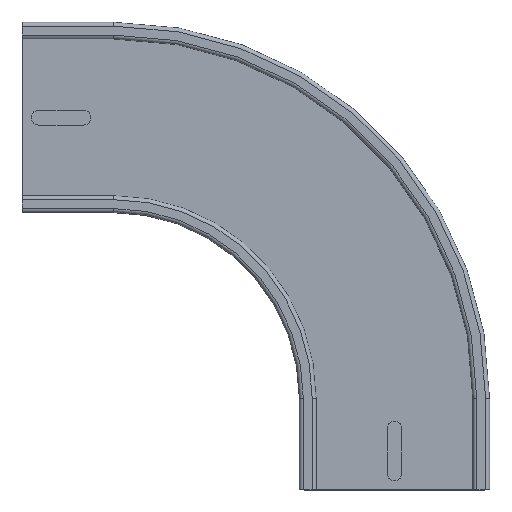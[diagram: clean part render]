
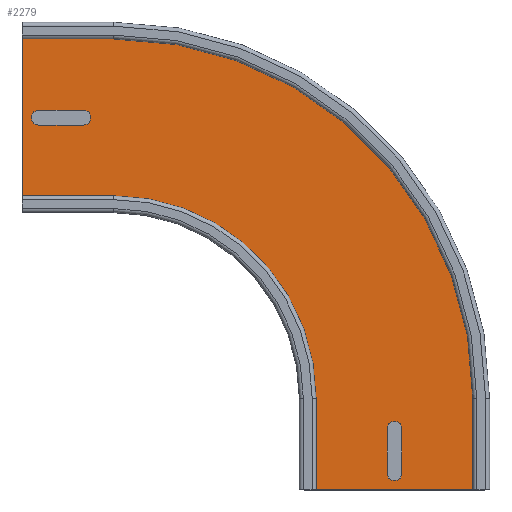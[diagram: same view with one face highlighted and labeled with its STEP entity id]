
A CAD part, top view. The second image highlights one B-rep face of the part: STEP entity #2279.
In plain terms, the highlighted planar face has unit normal (0, 0, 1).
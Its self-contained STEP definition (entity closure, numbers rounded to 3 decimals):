
#231=FACE_OUTER_BOUND('',#365,.T.);
#365=EDGE_LOOP('',(#1999,#2000,#2001,#2002,#2003,#2004,#2005,#2006));
#535=CIRCLE('',#2591,199.8);
#536=CIRCLE('',#2592,102.6);
#703=LINE('',#4013,#883);
#713=LINE('',#4048,#893);
#714=LINE('',#4054,#894);
#715=LINE('',#4056,#895);
#716=LINE('',#4059,#896);
#717=LINE('',#4060,#897);
#883=VECTOR('',#3290,1.);
#893=VECTOR('',#3322,1.);
#894=VECTOR('',#3329,1.);
#895=VECTOR('',#3330,1.);
#896=VECTOR('',#3333,1.);
#897=VECTOR('',#3334,1.);
#1107=VERTEX_POINT('',#4010);
#1108=VERTEX_POINT('',#4012);
#1121=VERTEX_POINT('',#4045);
#1122=VERTEX_POINT('',#4047);
#1123=VERTEX_POINT('',#4051);
#1124=VERTEX_POINT('',#4052);
#1125=VERTEX_POINT('',#4055);
#1126=VERTEX_POINT('',#4058);
#1430=EDGE_CURVE('',#1107,#1108,#703,.T.);
#1448=EDGE_CURVE('',#1121,#1122,#713,.T.);
#1450=EDGE_CURVE('',#1123,#1124,#535,.T.);
#1451=EDGE_CURVE('',#1123,#1108,#714,.T.);
#1452=EDGE_CURVE('',#1125,#1107,#715,.T.);
#1453=EDGE_CURVE('',#1125,#1122,#536,.T.);
#1454=EDGE_CURVE('',#1121,#1126,#716,.T.);
#1455=EDGE_CURVE('',#1126,#1124,#717,.T.);
#1999=ORIENTED_EDGE('',*,*,#1450,.F.);
#2000=ORIENTED_EDGE('',*,*,#1451,.T.);
#2001=ORIENTED_EDGE('',*,*,#1430,.F.);
#2002=ORIENTED_EDGE('',*,*,#1452,.F.);
#2003=ORIENTED_EDGE('',*,*,#1453,.T.);
#2004=ORIENTED_EDGE('',*,*,#1448,.F.);
#2005=ORIENTED_EDGE('',*,*,#1454,.T.);
#2006=ORIENTED_EDGE('',*,*,#1455,.T.);
#2157=PLANE('',#2590);
#2279=ADVANCED_FACE('',(#231),#2157,.T.);
#2590=AXIS2_PLACEMENT_3D('',#4050,#3325,#3326);
#2591=AXIS2_PLACEMENT_3D('',#4053,#3327,#3328);
#2592=AXIS2_PLACEMENT_3D('',#4057,#3331,#3332);
#3290=DIRECTION('',(0.,1.,0.));
#3322=DIRECTION('',(0.,1.,0.));
#3325=DIRECTION('center_axis',(0.,0.,
1.));
#3326=DIRECTION('ref_axis',(1.,0.,0.));
#3327=DIRECTION('center_axis',(0.,0.,-1.));
#3328=DIRECTION('ref_axis',(0.,1.,0.));
#3329=DIRECTION('',(-1.,0.,0.));
#3330=DIRECTION('',(-1.,0.,0.));
#3331=DIRECTION('center_axis',(0.,0.,-1.));
#3332=DIRECTION('ref_axis',(0.,1.,0.));
#3333=DIRECTION('',(1.,0.,0.));
#3334=DIRECTION('',(0.,1.,0.));
#4010=CARTESIAN_POINT('',(14.295,12.724,0.6));
#4012=CARTESIAN_POINT('',(14.295,109.924,0.6));
#4013=CARTESIAN_POINT('',(14.295,12.724,0.6));
#4045=CARTESIAN_POINT('',(166.195,-139.176,0.6));
#4047=CARTESIAN_POINT('',(166.195,-89.876,0.6));
#4048=CARTESIAN_POINT('',(166.195,-139.176,0.6));
#4050=CARTESIAN_POINT('Origin',(166.195,-139.176,0.6));
#4051=CARTESIAN_POINT('',(63.595,109.924,0.6));
#4052=CARTESIAN_POINT('',(263.395,-89.876,0.6));
#4053=CARTESIAN_POINT('Origin',(63.595,-89.876,0.6));
#4054=CARTESIAN_POINT('',(63.595,109.924,0.6));
#4055=CARTESIAN_POINT('',(63.595,12.724,0.6));
#4056=CARTESIAN_POINT('',(63.595,12.724,0.6));
#4057=CARTESIAN_POINT('Origin',(63.595,-89.876,0.6));
#4058=CARTESIAN_POINT('',(263.395,-139.176,0.6));
#4059=CARTESIAN_POINT('',(166.195,-139.176,0.6));
#4060=CARTESIAN_POINT('',(263.395,-139.176,0.6));
